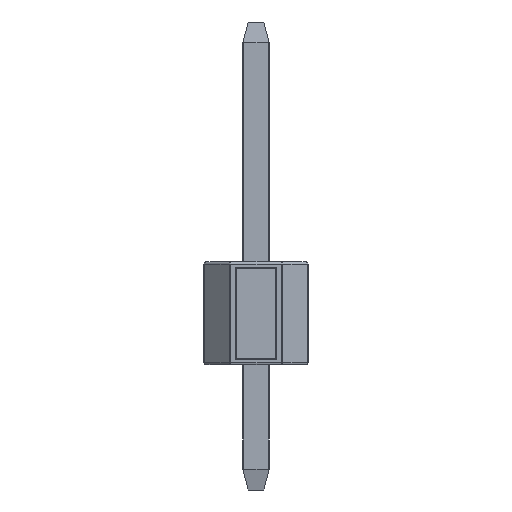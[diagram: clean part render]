
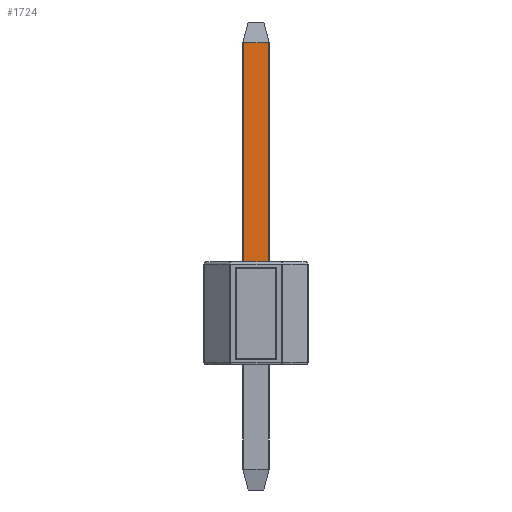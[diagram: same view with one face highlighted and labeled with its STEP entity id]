
A CAD part, left-side view. The second image highlights one B-rep face of the part: STEP entity #1724.
In plain terms, the highlighted planar face has unit normal (-1, 0, 0).
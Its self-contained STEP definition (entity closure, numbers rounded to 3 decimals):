
#375=FACE_OUTER_BOUND('',#469,.T.);
#469=EDGE_LOOP('',(#1414,#1415,#1416,#1417));
#578=LINE('',#2843,#718);
#601=LINE('',#2891,#741);
#602=LINE('',#2893,#742);
#603=LINE('',#2894,#743);
#718=VECTOR('',#2325,10.);
#741=VECTOR('',#2376,10.);
#742=VECTOR('',#2377,10.);
#743=VECTOR('',#2378,10.);
#782=VERTEX_POINT('',#2584);
#785=VERTEX_POINT('',#2591);
#864=VERTEX_POINT('',#2890);
#865=VERTEX_POINT('',#2892);
#1034=EDGE_CURVE('',#785,#782,#578,.T.);
#1057=EDGE_CURVE('',#864,#782,#601,.T.);
#1058=EDGE_CURVE('',#865,#864,#602,.T.);
#1059=EDGE_CURVE('',#785,#865,#603,.T.);
#1414=ORIENTED_EDGE('',*,*,#1034,.T.);
#1415=ORIENTED_EDGE('',*,*,#1057,.F.);
#1416=ORIENTED_EDGE('',*,*,#1058,.F.);
#1417=ORIENTED_EDGE('',*,*,#1059,.F.);
#1547=PLANE('',#1924);
#1724=ADVANCED_FACE('',(#375),#1547,.T.);
#1924=AXIS2_PLACEMENT_3D('',#2889,#2374,#2375);
#2325=DIRECTION('',(0.,-1.,0.));
#2374=DIRECTION('center_axis',(-1.,0.,0.));
#2375=DIRECTION('ref_axis',(0.,0.,1.));
#2376=DIRECTION('',(0.,0.,-1.));
#2377=DIRECTION('',(0.,-1.,0.));
#2378=DIRECTION('',(0.,0.,1.));
#2584=CARTESIAN_POINT('',(-0.32,-0.297,2.5));
#2591=CARTESIAN_POINT('',(-0.32,0.292,2.5));
#2843=CARTESIAN_POINT('',(-0.32,-0.003,2.5));
#2889=CARTESIAN_POINT('Origin',(-0.32,-0.003,2.645));
#2890=CARTESIAN_POINT('',(-0.32,-0.297,7.832));
#2891=CARTESIAN_POINT('',(-0.32,-0.297,5.493));
#2892=CARTESIAN_POINT('',(-0.32,0.292,7.832));
#2893=CARTESIAN_POINT('',(-0.32,0.158,7.832));
#2894=CARTESIAN_POINT('',(-0.32,0.292,-0.202));
